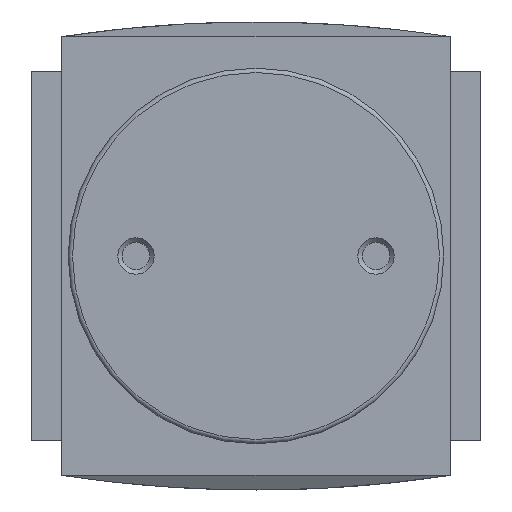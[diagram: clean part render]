
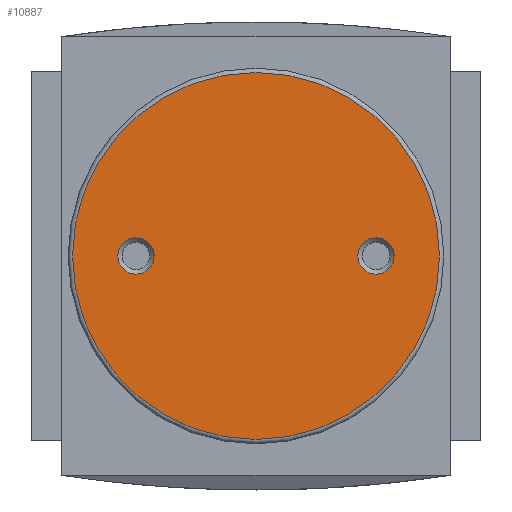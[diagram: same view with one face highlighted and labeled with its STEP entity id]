
A CAD part, front view. The second image highlights one B-rep face of the part: STEP entity #10887.
In plain terms, the highlighted planar face has unit normal (0, -1, 0).
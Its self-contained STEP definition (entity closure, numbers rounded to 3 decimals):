
#230=PLANE('',#11453);
#483=CIRCLE('',#11452,21.25);
#484=CIRCLE('',#11454,2.1);
#485=CIRCLE('',#11455,2.1);
#1836=ORIENTED_EDGE('',*,*,#3580,.F.);
#1837=ORIENTED_EDGE('',*,*,#3579,.T.);
#1838=ORIENTED_EDGE('',*,*,#3581,.F.);
#3579=EDGE_CURVE('',#4547,#4547,#483,.T.);
#3580=EDGE_CURVE('',#4548,#4548,#484,.F.);
#3581=EDGE_CURVE('',#4549,#4549,#485,.T.);
#4547=VERTEX_POINT('',#15540);
#4548=VERTEX_POINT('',#15543);
#4549=VERTEX_POINT('',#15545);
#6678=EDGE_LOOP('',(#1836));
#6679=EDGE_LOOP('',(#1837));
#6680=EDGE_LOOP('',(#1838));
#7188=FACE_BOUND('',#6678,.T.);
#7189=FACE_BOUND('',#6679,.T.);
#7190=FACE_BOUND('',#6680,.T.);
#10887=ADVANCED_FACE('',(#7188,#7189,#7190),#230,.F.);
#11452=AXIS2_PLACEMENT_3D('',#15539,#13049,#13050);
#11453=AXIS2_PLACEMENT_3D('',#15541,#13051,#13052);
#11454=AXIS2_PLACEMENT_3D('',#15542,#13053,#13054);
#11455=AXIS2_PLACEMENT_3D('',#15544,#13055,#13056);
#13049=DIRECTION('',(0.,-1.,0.));
#13050=DIRECTION('',(0.,0.,-1.));
#13051=DIRECTION('',(0.,1.,0.));
#13052=DIRECTION('',(0.,0.,1.));
#13053=DIRECTION('',(0.,1.,0.));
#13054=DIRECTION('',(0.,0.,1.));
#13055=DIRECTION('',(0.,-1.,0.));
#13056=DIRECTION('',(0.,0.,-1.));
#15539=CARTESIAN_POINT('',(0.,-33.,0.));
#15540=CARTESIAN_POINT('',(0.,-33.,-21.25));
#15541=CARTESIAN_POINT('',(21.25,-33.,0.));
#15542=CARTESIAN_POINT('',(13.9,-33.,0.));
#15543=CARTESIAN_POINT('',(13.9,-33.,2.1));
#15544=CARTESIAN_POINT('',(-13.9,-33.,0.));
#15545=CARTESIAN_POINT('',(-13.9,-33.,-2.1));
